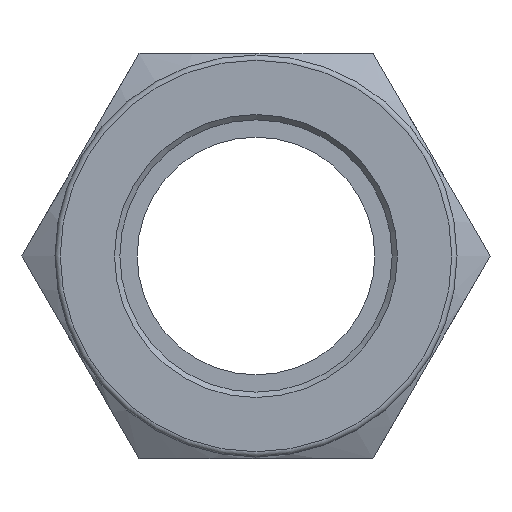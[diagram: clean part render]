
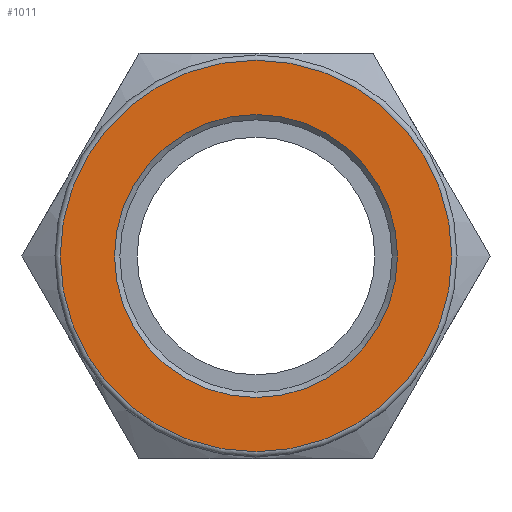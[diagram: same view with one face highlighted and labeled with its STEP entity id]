
A CAD part, left-side view. The second image highlights one B-rep face of the part: STEP entity #1011.
In plain terms, the highlighted planar face has unit normal (-1, 0, 0).
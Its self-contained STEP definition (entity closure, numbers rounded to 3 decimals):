
#24=FACE_BOUND('',#241,.T.);
#87=CIRCLE('',#1138,13.3);
#88=CIRCLE('',#1140,18.4);
#166=FACE_OUTER_BOUND('',#240,.T.);
#240=EDGE_LOOP('',(#827));
#241=EDGE_LOOP('',(#828));
#474=VERTEX_POINT('',#1737);
#475=VERTEX_POINT('',#1741);
#601=EDGE_CURVE('',#474,#474,#87,.T.);
#602=EDGE_CURVE('',#475,#475,#88,.T.);
#827=ORIENTED_EDGE('',*,*,#602,.F.);
#828=ORIENTED_EDGE('',*,*,#601,.T.);
#954=PLANE('',#1139);
#1011=ADVANCED_FACE('',(#166,#24),#954,.T.);
#1138=AXIS2_PLACEMENT_3D('',#1739,#1384,#1385);
#1139=AXIS2_PLACEMENT_3D('',#1740,#1386,#1387);
#1140=AXIS2_PLACEMENT_3D('',#1742,#1388,#1389);
#1384=DIRECTION('center_axis',(1.,0.,0.));
#1385=DIRECTION('ref_axis',(0.,0.,-1.));
#1386=DIRECTION('center_axis',(-1.,0.,0.));
#1387=DIRECTION('ref_axis',(0.,0.,1.));
#1388=DIRECTION('center_axis',(1.,0.,0.));
#1389=DIRECTION('ref_axis',(0.,0.,-1.));
#1737=CARTESIAN_POINT('',(-32.547,-13.3,0.));
#1739=CARTESIAN_POINT('Origin',(-32.547,0.,
0.));
#1740=CARTESIAN_POINT('Origin',(-32.547,18.4,0.));
#1741=CARTESIAN_POINT('',(-32.547,0.,18.4));
#1742=CARTESIAN_POINT('Origin',(-32.547,0.,
0.));
